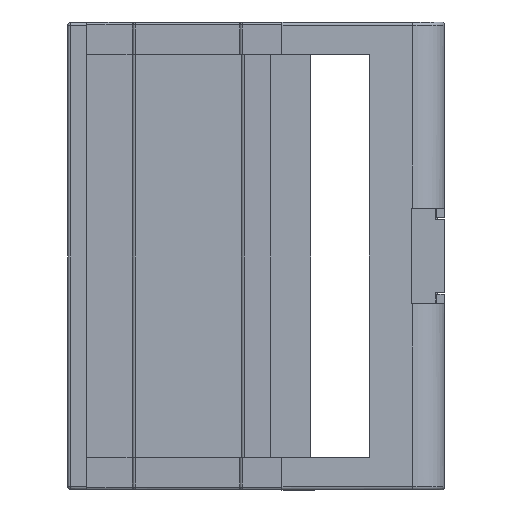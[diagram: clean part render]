
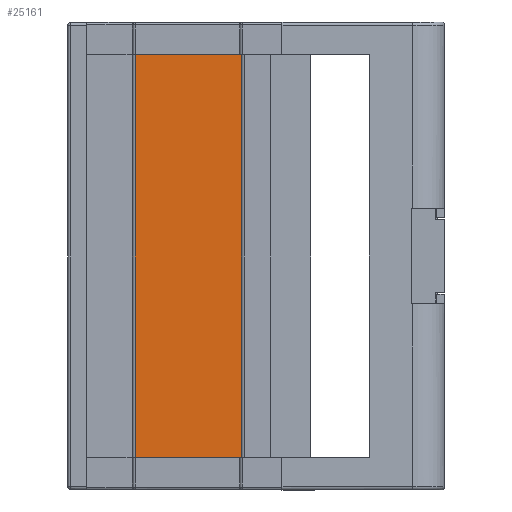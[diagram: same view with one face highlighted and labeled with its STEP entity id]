
A CAD part, left-side view. The second image highlights one B-rep face of the part: STEP entity #25161.
In plain terms, the highlighted planar face has unit normal (-1, 0, 0).
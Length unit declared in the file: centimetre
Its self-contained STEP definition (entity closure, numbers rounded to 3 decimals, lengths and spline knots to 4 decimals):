
#168 = VERTEX_POINT ( 'NONE', #22453 ) ;
#263 = ORIENTED_EDGE ( 'NONE', *, *, #6391, .F. ) ;
#530 = EDGE_CURVE ( 'NONE', #18582, #168, #9733, .T. ) ;
#1391 = CARTESIAN_POINT ( 'NONE',  ( -3.0806, 1.9693, -8.0412 ) ) ;
#2749 = DIRECTION ( 'NONE',  ( 0., 1., 0. ) ) ;
#2978 = AXIS2_PLACEMENT_3D ( 'NONE', #10670, #18886, #24840 ) ;
#2989 = ORIENTED_EDGE ( 'NONE', *, *, #24500, .T. ) ;
#3848 = EDGE_LOOP ( 'NONE', ( #263, #26328, #14284, #2989 ) ) ;
#4215 = EDGE_CURVE ( 'NONE', #18582, #4376, #10380, .T. ) ;
#4376 = VERTEX_POINT ( 'NONE', #10775 ) ;
#4862 = PLANE ( 'NONE',  #2978 ) ;
#5297 = DIRECTION ( 'NONE',  ( 0., 0., 1. ) ) ;
#6330 = CARTESIAN_POINT ( 'NONE',  ( -3.0806, 3.5965, -8.0412 ) ) ;
#6391 = EDGE_CURVE ( 'NONE', #4376, #13649, #11523, .T. ) ;
#8347 = VECTOR ( 'NONE', #10436, 100. ) ;
#9733 = LINE ( 'NONE', #1391, #10690 ) ;
#10380 = LINE ( 'NONE', #14077, #24723 ) ;
#10436 = DIRECTION ( 'NONE',  ( 0., 0., 1. ) ) ;
#10479 = CARTESIAN_POINT ( 'NONE',  ( -3.0806, 3.5965, -0.5 ) ) ;
#10670 = CARTESIAN_POINT ( 'NONE',  ( -3.0806, 3.5965, -8.0412 ) ) ;
#10690 = VECTOR ( 'NONE', #5297, 100. ) ;
#10775 = CARTESIAN_POINT ( 'NONE',  ( -3.0806, 3.5965, -6.7 ) ) ;
#11523 = LINE ( 'NONE', #6330, #8347 ) ;
#13144 = DIRECTION ( 'NONE',  ( 0., 1., 0. ) ) ;
#13649 = VERTEX_POINT ( 'NONE', #10479 ) ;
#14077 = CARTESIAN_POINT ( 'NONE',  ( -3.0806, 3.5965, -6.7 ) ) ;
#14284 = ORIENTED_EDGE ( 'NONE', *, *, #530, .T. ) ;
#17109 = CARTESIAN_POINT ( 'NONE',  ( -3.0806, 3.5965, -0.5 ) ) ;
#17113 = FACE_OUTER_BOUND ( 'NONE', #3848, .T. ) ;
#17475 = VECTOR ( 'NONE', #2749, 100. ) ;
#18582 = VERTEX_POINT ( 'NONE', #22255 ) ;
#18886 = DIRECTION ( 'NONE',  ( 1., 0., 0. ) ) ;
#20341 = LINE ( 'NONE', #17109, #17475 ) ;
#22255 = CARTESIAN_POINT ( 'NONE',  ( -3.0806, 1.9693, -6.7 ) ) ;
#22453 = CARTESIAN_POINT ( 'NONE',  ( -3.0806, 1.9693, -0.5 ) ) ;
#24500 = EDGE_CURVE ( 'NONE', #168, #13649, #20341, .T. ) ;
#24723 = VECTOR ( 'NONE', #13144, 100. ) ;
#24840 = DIRECTION ( 'NONE',  ( 0., 1., 0. ) ) ;
#25161 = ADVANCED_FACE ( 'NONE', ( #17113 ), #4862, .F. ) ;
#26328 = ORIENTED_EDGE ( 'NONE', *, *, #4215, .F. ) ;
